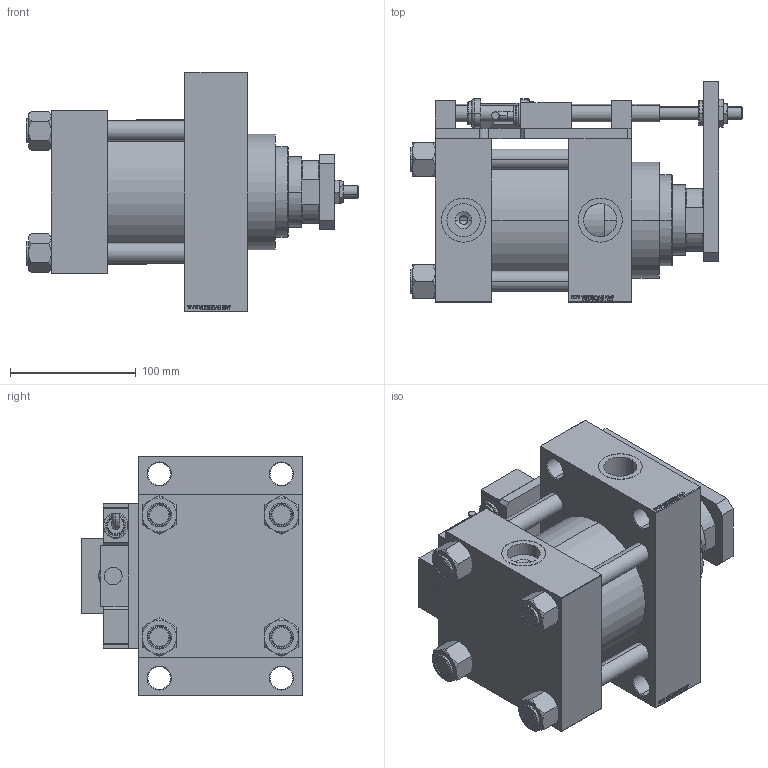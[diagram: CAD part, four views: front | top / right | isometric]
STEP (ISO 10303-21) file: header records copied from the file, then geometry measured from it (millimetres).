
FILE_DESCRIPTION (( 'STEP AP203' ), '1' );
FILE_NAME ('4ec6.STEP', '2024-02-07T06:06:21', ( '' ), ( '' ), 'SwSTEP 2.0', 'SolidWorks 2019', '' );
FILE_SCHEMA (( 'CONFIG_CONTROL_DESIGN' ));
Length unit declared in the file: millimetre
Products named in the file (16): V215CD_D_TYCINKA e1913a2920b55210255cd8846b448939; 4ec6; V215CD_SWITCH_Q_NUT10 e1913a2920b55210255cd8846b448939; V215CD_SWITCH_Q_PODLOZKA_FRONT e1913a2920b55210255cd8846b448939; V215CD_SWITCH_Q_BLOK e1913a2920b55210255cd8846b448939; V215CD_SWITCH_Q_NUT e1913a2920b55210255cd8846b448939; V215CD_SWITCH_Q_ZARAZKA e1913a2920b55210255cd8846b448939; V215CD_D_Body e1913a2920b55210255cd8846b448939; V215CD_SWITCH_Q_SWITCH e1913a2920b55210255cd8846b448939; V215CD_SWITCH_Q_DIMA e1913a2920b55210255cd8846b448939; V215CD_VC_A e1913a2920b55210255cd8846b448939; V215CD_NUT_M5_D e1913a2920b55210255cd8846b448939; V215CD_SWITCH_Q_TYC e1913a2920b55210255cd8846b448939; V215CD_SWITCH_Q_MAGNET e1913a2920b55210255cd8846b448939; V215CD_SWITCH_Q_PODLOZKA_BACK e1913a2920b55210255cd8846b448939; V215CD_VCP_D e1913a2920b55210255cd8846b448939
Assembly tree (24 placements, depth 2):
  4ec6
    V215CD_D_Body e1913a2920b55210255cd8846b448939
    V215CD_VC_A e1913a2920b55210255cd8846b448939
    V215CD_VCP_D e1913a2920b55210255cd8846b448939
    V215CD_D_TYCINKA e1913a2920b55210255cd8846b448939  x4
    V215CD_NUT_M5_D e1913a2920b55210255cd8846b448939  x4
    V215CD_SWITCH_Q_BLOK e1913a2920b55210255cd8846b448939  x2
    V215CD_SWITCH_Q_DIMA e1913a2920b55210255cd8846b448939
    V215CD_SWITCH_Q_MAGNET e1913a2920b55210255cd8846b448939  x2
    V215CD_SWITCH_Q_NUT e1913a2920b55210255cd8846b448939
    V215CD_SWITCH_Q_NUT10 e1913a2920b55210255cd8846b448939
    V215CD_SWITCH_Q_PODLOZKA_BACK e1913a2920b55210255cd8846b448939
    V215CD_SWITCH_Q_PODLOZKA_FRONT e1913a2920b55210255cd8846b448939
    V215CD_SWITCH_Q_SWITCH e1913a2920b55210255cd8846b448939  x2
    V215CD_SWITCH_Q_TYC e1913a2920b55210255cd8846b448939
    V215CD_SWITCH_Q_ZARAZKA e1913a2920b55210255cd8846b448939
Bounding box: 263.5 x 175 x 190 mm (x, y, z)
Volume: 2906738.6 mm3; surface area: 448176.2 mm2
Topology: 24 solids, 24 shells, 1379 faces, 3427 edges, 2224 vertices
Faces by surface type: plane 666, bspline 368, cylinder 156, cone 153, torus 36
Entity records: 53434 total; most frequent: CARTESIAN_POINT 26082, ORIENTED_EDGE 5794, DIRECTION 4082, EDGE_CURVE 2897, VERTEX_POINT 1898, LINE 1734, VECTOR 1734, EDGE_LOOP 1309
